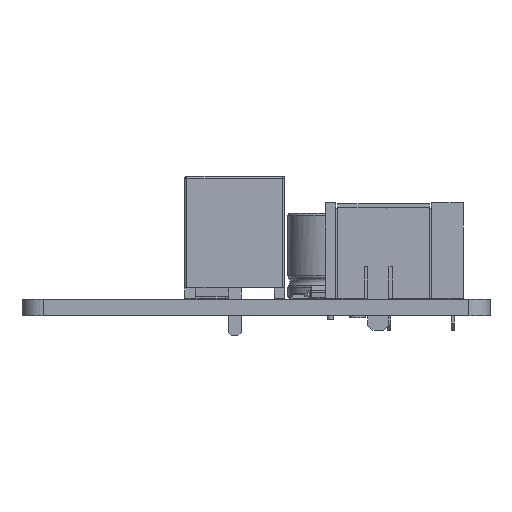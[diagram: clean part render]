
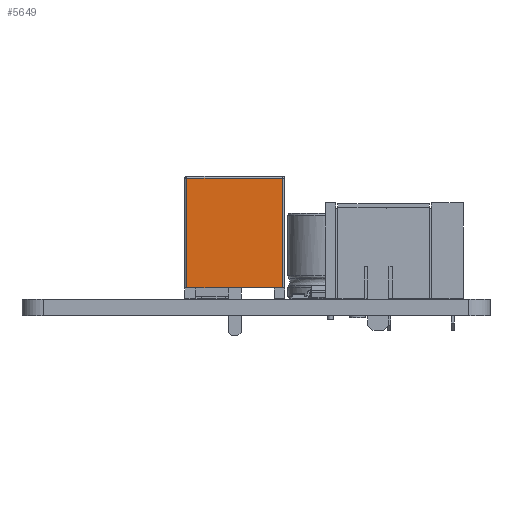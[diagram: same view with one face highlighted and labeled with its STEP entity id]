
A CAD part, left-side view. The second image highlights one B-rep face of the part: STEP entity #5649.
In plain terms, the highlighted planar face has unit normal (-1, 0, 0).
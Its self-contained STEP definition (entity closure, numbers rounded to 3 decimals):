
#4907 = VERTEX_POINT('',#4908);
#4908 = CARTESIAN_POINT('',(-0.9,-4.5,1.));
#4915 = EDGE_CURVE('',#4916,#4907,#4918,.T.);
#4916 = VERTEX_POINT('',#4917);
#4917 = CARTESIAN_POINT('',(-0.9,4.5,1.));
#4918 = LINE('',#4919,#4920);
#4919 = CARTESIAN_POINT('',(-0.9,4.7,1.));
#4920 = VECTOR('',#4921,1.);
#4921 = DIRECTION('',(0.,-1.,0.));
#5604 = VERTEX_POINT('',#5605);
#5605 = CARTESIAN_POINT('',(-0.9,4.5,11.3));
#5614 = EDGE_CURVE('',#4916,#5604,#5615,.T.);
#5615 = LINE('',#5616,#5617);
#5616 = CARTESIAN_POINT('',(-0.9,4.5,1.));
#5617 = VECTOR('',#5618,1.);
#5618 = DIRECTION('',(0.,0.,1.));
#5629 = VERTEX_POINT('',#5630);
#5630 = CARTESIAN_POINT('',(-0.9,-4.5,11.3));
#5637 = EDGE_CURVE('',#4907,#5629,#5638,.T.);
#5638 = LINE('',#5639,#5640);
#5639 = CARTESIAN_POINT('',(-0.9,-4.5,1.));
#5640 = VECTOR('',#5641,1.);
#5641 = DIRECTION('',(0.,0.,1.));
#5649 = ADVANCED_FACE('',(#5650),#5661,.F.);
#5650 = FACE_BOUND('',#5651,.F.);
#5651 = EDGE_LOOP('',(#5652,#5653,#5659,#5660));
#5652 = ORIENTED_EDGE('',*,*,#5614,.T.);
#5653 = ORIENTED_EDGE('',*,*,#5654,.T.);
#5654 = EDGE_CURVE('',#5604,#5629,#5655,.T.);
#5655 = LINE('',#5656,#5657);
#5656 = CARTESIAN_POINT('',(-0.9,4.5,11.3));
#5657 = VECTOR('',#5658,1.);
#5658 = DIRECTION('',(0.,-1.,0.));
#5659 = ORIENTED_EDGE('',*,*,#5637,.F.);
#5660 = ORIENTED_EDGE('',*,*,#4915,.F.);
#5661 = PLANE('',#5662);
#5662 = AXIS2_PLACEMENT_3D('',#5663,#5664,#5665);
#5663 = CARTESIAN_POINT('',(-0.9,4.7,0.));
#5664 = DIRECTION('',(1.,0.,0.));
#5665 = DIRECTION('',(0.,-1.,0.));
